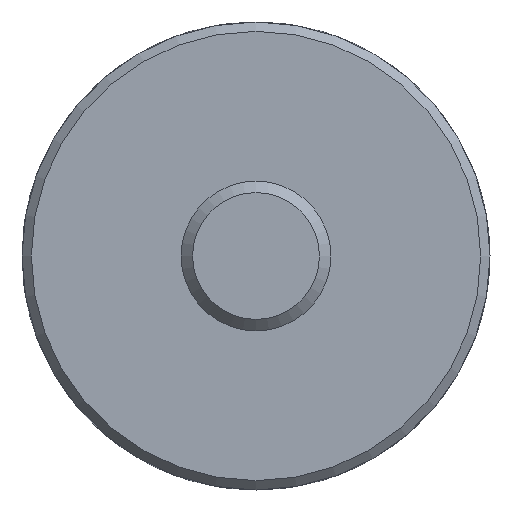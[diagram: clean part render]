
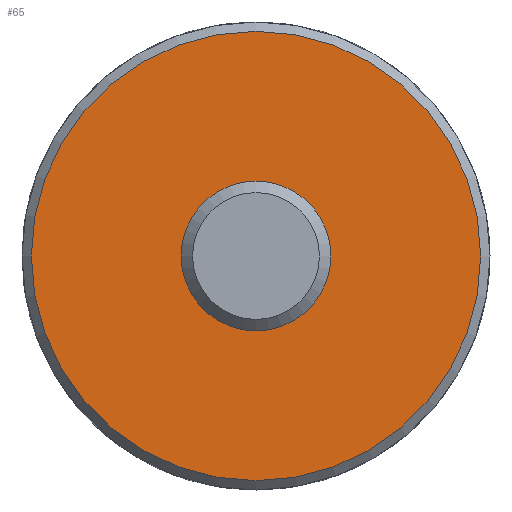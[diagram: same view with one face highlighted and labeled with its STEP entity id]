
A CAD part, front view. The second image highlights one B-rep face of the part: STEP entity #65.
In plain terms, the highlighted planar face has unit normal (0, -1, 0).
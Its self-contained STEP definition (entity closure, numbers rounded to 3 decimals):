
#65 = ADVANCED_FACE( '', ( #151, #152 ), #153, .F. );
#151 = FACE_OUTER_BOUND( '', #269, .T. );
#152 = FACE_BOUND( '', #270, .T. );
#153 = PLANE( '', #271 );
#269 = EDGE_LOOP( '', ( #396 ) );
#270 = EDGE_LOOP( '', ( #397 ) );
#271 = AXIS2_PLACEMENT_3D( '', #398, #399, #400 );
#396 = ORIENTED_EDGE( '', *, *, #601, .F. );
#397 = ORIENTED_EDGE( '', *, *, #602, .T. );
#398 = CARTESIAN_POINT( '', ( -6.5, 0., 0. ) );
#399 = DIRECTION( '', ( 0., 1., 0. ) );
#400 = DIRECTION( '', ( -1., 0., 0. ) );
#601 = EDGE_CURVE( '', #692, #692, #693, .T. );
#602 = EDGE_CURVE( '', #694, #694, #695, .T. );
#692 = VERTEX_POINT( '', #813 );
#693 = CIRCLE( '', #814, 24. );
#694 = VERTEX_POINT( '', #815 );
#695 = CIRCLE( '', #816, 6.5 );
#813 = CARTESIAN_POINT( '', ( -24., 0., 0. ) );
#814 = AXIS2_PLACEMENT_3D( '', #939, #940, #941 );
#815 = CARTESIAN_POINT( '', ( -6.5, 0., 0. ) );
#816 = AXIS2_PLACEMENT_3D( '', #942, #943, #944 );
#939 = CARTESIAN_POINT( '', ( 0., 0., 0. ) );
#940 = DIRECTION( '', ( 0., 1., 0. ) );
#941 = DIRECTION( '', ( -1., 0., 0. ) );
#942 = CARTESIAN_POINT( '', ( 0., 0., 0. ) );
#943 = DIRECTION( '', ( 0., 1., 0. ) );
#944 = DIRECTION( '', ( -1., 0., 0. ) );
